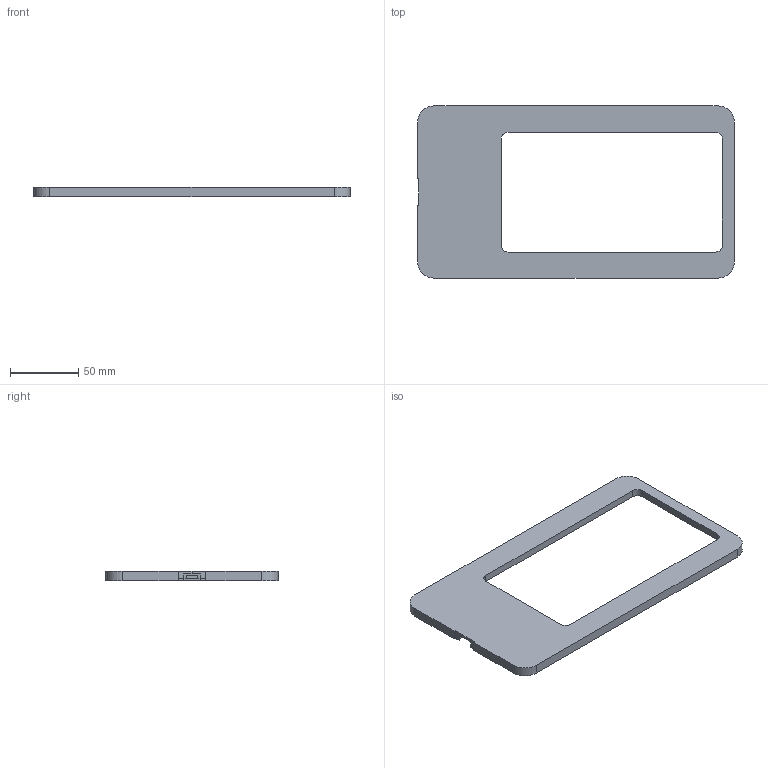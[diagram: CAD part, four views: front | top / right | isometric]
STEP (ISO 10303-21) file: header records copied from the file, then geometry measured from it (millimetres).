
FILE_DESCRIPTION(('FreeCAD Model'),'2;1');
FILE_NAME('Open CASCADE Shape Model','2022-11-27T14:20:42',('Author'),( ''),'Open CASCADE STEP processor 7.6','FreeCAD','Unknown');
FILE_SCHEMA(('AUTOMOTIVE_DESIGN { 1 0 10303 214 1 1 1 1 }'));
Length unit declared in the file: millimetre
Products named in the file (1): Top
Bounding box: 232 x 126 x 7 mm (x, y, z)
Volume: 74904.5 mm3; surface area: 39370 mm2
Topology: 1 solids, 1 shells, 69 faces, 174 edges, 116 vertices
Faces by surface type: plane 47, cylinder 22
Full cylindrical faces by diameter (mm): 2.15 x9
Entity records: 4428 total; most frequent: CARTESIAN_POINT 840, DIRECTION 684, LINE 434, VECTOR 434, ORIENTED_EDGE 348, PCURVE 348, DEFINITIONAL_REPRESENTATION 348, EDGE_CURVE 174
